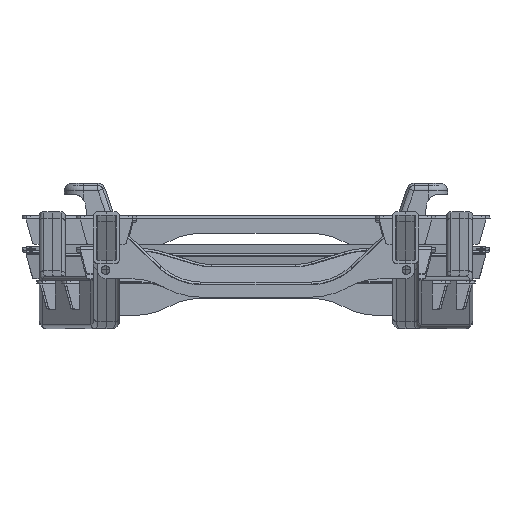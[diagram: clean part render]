
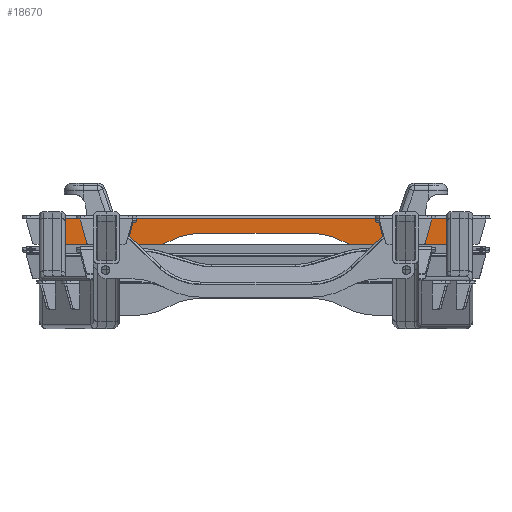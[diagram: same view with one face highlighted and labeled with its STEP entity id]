
A CAD part, front view. The second image highlights one B-rep face of the part: STEP entity #18670.
In plain terms, the highlighted planar face has unit normal (0, -1, 0).
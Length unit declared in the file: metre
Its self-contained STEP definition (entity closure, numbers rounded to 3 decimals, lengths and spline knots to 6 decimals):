
#7911=ORIENTED_EDGE('',*,*,#11488,.T.);
#7912=ORIENTED_EDGE('',*,*,#11482,.T.);
#7913=ORIENTED_EDGE('',*,*,#11485,.F.);
#7914=ORIENTED_EDGE('',*,*,#11489,.T.);
#7915=ORIENTED_EDGE('',*,*,#11490,.T.);
#7916=ORIENTED_EDGE('',*,*,#11491,.F.);
#7917=ORIENTED_EDGE('',*,*,#11492,.T.);
#7918=ORIENTED_EDGE('',*,*,#11493,.T.);
#7919=ORIENTED_EDGE('',*,*,#11494,.F.);
#7920=ORIENTED_EDGE('',*,*,#11464,.T.);
#11464=EDGE_CURVE('',#13665,#13664,#21123,.T.);
#11482=EDGE_CURVE('',#13683,#13682,#21136,.T.);
#11485=EDGE_CURVE('',#13685,#13682,#21138,.T.);
#11488=EDGE_CURVE('',#13664,#13683,#21141,.T.);
#11489=EDGE_CURVE('',#13685,#13687,#24600,.F.);
#11490=EDGE_CURVE('',#13687,#13688,#24601,.T.);
#11491=EDGE_CURVE('',#13689,#13688,#21142,.T.);
#11492=EDGE_CURVE('',#13689,#13690,#24602,.T.);
#11493=EDGE_CURVE('',#13690,#13691,#24603,.F.);
#11494=EDGE_CURVE('',#13665,#13691,#21143,.T.);
#13664=VERTEX_POINT('',#46277);
#13665=VERTEX_POINT('',#46279);
#13682=VERTEX_POINT('',#46314);
#13683=VERTEX_POINT('',#46316);
#13685=VERTEX_POINT('',#46322);
#13687=VERTEX_POINT('',#46329);
#13688=VERTEX_POINT('',#46331);
#13689=VERTEX_POINT('',#46333);
#13690=VERTEX_POINT('',#46335);
#13691=VERTEX_POINT('',#46337);
#15158=EDGE_LOOP('',(#7911,#7912,#7913,#7914,#7915,#7916,#7917,#7918,#7919,
#7920));
#16630=FACE_BOUND('',#15158,.T.);
#17278=PLANE('',#26984);
#18670=ADVANCED_FACE('',(#16630),#17278,.F.);
#21123=LINE('',#46278,#23305);
#21136=LINE('',#46315,#23318);
#21138=LINE('',#46321,#23320);
#21141=LINE('',#46327,#23323);
#21142=LINE('',#46332,#23324);
#21143=LINE('',#46338,#23325);
#23305=VECTOR('',#33706,1.);
#23318=VECTOR('',#33731,1.);
#23320=VECTOR('',#33737,1.);
#23323=VECTOR('',#33742,1.);
#23324=VECTOR('',#33747,1.);
#23325=VECTOR('',#33752,1.);
#24600=CIRCLE('',#26985,0.175);
#24601=CIRCLE('',#26986,0.16);
#24602=CIRCLE('',#26987,0.16);
#24603=CIRCLE('',#26988,0.175);
#26984=AXIS2_PLACEMENT_3D('',#46326,#33740,#33741);
#26985=AXIS2_PLACEMENT_3D('',#46328,#33743,#33744);
#26986=AXIS2_PLACEMENT_3D('',#46330,#33745,#33746);
#26987=AXIS2_PLACEMENT_3D('',#46334,#33748,#33749);
#26988=AXIS2_PLACEMENT_3D('',#46336,#33750,#33751);
#33706=DIRECTION('',(-0.001,0.,1.));
#33731=DIRECTION('',(-0.001,0.,-1.));
#33737=DIRECTION('',(-1.,0.,0.));
#33740=DIRECTION('',(0.,1.,0.));
#33741=DIRECTION('',(0.,0.,-1.));
#33742=DIRECTION('',(-1.,0.,0.));
#33743=DIRECTION('',(0.,1.,0.));
#33744=DIRECTION('',(0.,0.,-1.));
#33745=DIRECTION('',(0.,1.,0.));
#33746=DIRECTION('',(0.,0.,-1.));
#33747=DIRECTION('',(-1.,0.,0.));
#33748=DIRECTION('',(0.,1.,0.));
#33749=DIRECTION('',(0.,0.,-1.));
#33750=DIRECTION('',(0.,1.,0.));
#33751=DIRECTION('',(0.,0.,-1.));
#33752=DIRECTION('',(-1.,0.,0.));
#46277=CARTESIAN_POINT('',(0.439959,4.272047,0.043722));
#46278=CARTESIAN_POINT('',(0.439959,4.272047,0.043666));
#46279=CARTESIAN_POINT('',(0.440028,4.272047,-0.030028));
#46314=CARTESIAN_POINT('',(-0.440028,4.272047,-0.030028));
#46315=CARTESIAN_POINT('',(-0.439958,4.272047,0.044598));
#46316=CARTESIAN_POINT('',(-0.439959,4.272047,0.043722));
#46321=CARTESIAN_POINT('',(0.,4.272047,-0.030028));
#46322=CARTESIAN_POINT('',(-0.283745,4.272047,-0.030028));
#46326=CARTESIAN_POINT('',(0.5,4.272047,0.043722));
#46327=CARTESIAN_POINT('',(0.,4.272047,0.043722));
#46328=CARTESIAN_POINT('',(-0.283745,4.272047,0.144972));
#46329=CARTESIAN_POINT('',(-0.200819,4.272047,-0.009132));
#46330=CARTESIAN_POINT('',(-0.125,4.272047,-0.150028));
#46331=CARTESIAN_POINT('',(-0.125,4.272047,0.009972));
#46332=CARTESIAN_POINT('',(0.5,4.272047,0.009972));
#46333=CARTESIAN_POINT('',(0.125,4.272047,0.009972));
#46334=CARTESIAN_POINT('',(0.125,4.272047,-0.150028));
#46335=CARTESIAN_POINT('',(0.200819,4.272047,-0.009132));
#46336=CARTESIAN_POINT('',(0.283745,4.272047,0.144972));
#46337=CARTESIAN_POINT('',(0.283745,4.272047,-0.030028));
#46338=CARTESIAN_POINT('',(0.,4.272047,-0.030028));
